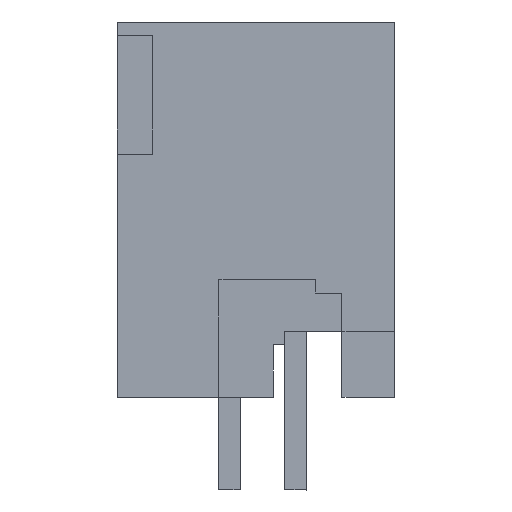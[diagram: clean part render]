
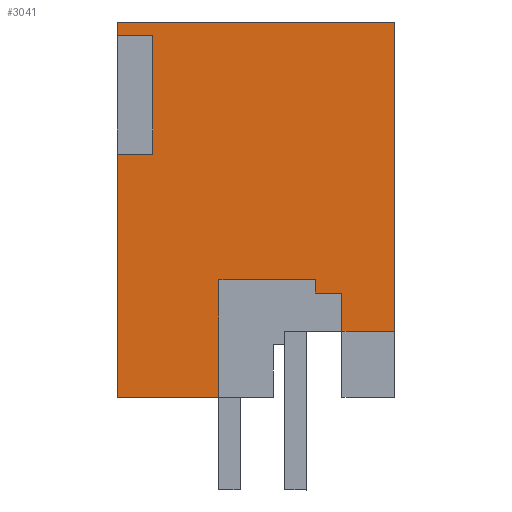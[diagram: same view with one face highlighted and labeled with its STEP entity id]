
A CAD part, left-side view. The second image highlights one B-rep face of the part: STEP entity #3041.
In plain terms, the highlighted planar face has unit normal (-1, 0, 0).
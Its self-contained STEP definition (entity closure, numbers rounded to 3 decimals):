
#2969=AXIS2_PLACEMENT_3D('Plane Axis2P3D',#2966,#2967,#2968) ;
#677=CARTESIAN_POINT('Vertex',(0.,6.65,3.5)) ;
#680=CARTESIAN_POINT('Line Origine',(0.,8.575,3.5)) ;
#684=CARTESIAN_POINT('Vertex',(0.,10.5,3.5)) ;
#1466=CARTESIAN_POINT('Vertex',(0.,2.,6.)) ;
#1469=CARTESIAN_POINT('Line Origine',(0.,2.,6.725)) ;
#1473=CARTESIAN_POINT('Vertex',(0.,2.,7.45)) ;
#1505=CARTESIAN_POINT('Line Origine',(0.,2.5,7.45)) ;
#1509=CARTESIAN_POINT('Vertex',(0.,3.,7.45)) ;
#1527=CARTESIAN_POINT('Line Origine',(0.,3.,7.7)) ;
#1531=CARTESIAN_POINT('Vertex',(0.,3.,7.95)) ;
#1556=CARTESIAN_POINT('Line Origine',(0.,4.825,7.95)) ;
#1560=CARTESIAN_POINT('Vertex',(0.,6.65,7.95)) ;
#1585=CARTESIAN_POINT('Line Origine',(0.,6.65,5.725)) ;
#2966=CARTESIAN_POINT('Axis2P3D Location',(0.,10.5,0.)) ;
#2971=CARTESIAN_POINT('Line Origine',(0.,10.5,8.1)) ;
#2975=CARTESIAN_POINT('Vertex',(0.,10.5,12.7)) ;
#2978=CARTESIAN_POINT('Line Origine',(0.,1.,6.)) ;
#2982=CARTESIAN_POINT('Vertex',(0.,0.,6.)) ;
#2985=CARTESIAN_POINT('Line Origine',(0.,0.,11.85)) ;
#2989=CARTESIAN_POINT('Vertex',(0.,0.,17.7)) ;
#2992=CARTESIAN_POINT('Line Origine',(0.,5.25,17.7)) ;
#2996=CARTESIAN_POINT('Vertex',(0.,10.5,17.7)) ;
#2999=CARTESIAN_POINT('Line Origine',(0.,10.5,17.45)) ;
#3003=CARTESIAN_POINT('Vertex',(0.,10.5,17.2)) ;
#3006=CARTESIAN_POINT('Line Origine',(0.,9.825,17.2)) ;
#3010=CARTESIAN_POINT('Vertex',(0.,9.15,17.2)) ;
#3013=CARTESIAN_POINT('Line Origine',(0.,9.15,14.95)) ;
#3017=CARTESIAN_POINT('Vertex',(0.,9.15,12.7)) ;
#3020=CARTESIAN_POINT('Line Origine',(0.,9.825,12.7)) ;
#681=DIRECTION('Vector Direction',(0.,1.,0.)) ;
#1470=DIRECTION('Vector Direction',(0.,0.,-1.)) ;
#1506=DIRECTION('Vector Direction',(0.,1.,0.)) ;
#1528=DIRECTION('Vector Direction',(0.,0.,1.)) ;
#1557=DIRECTION('Vector Direction',(0.,1.,0.)) ;
#1586=DIRECTION('Vector Direction',(0.,0.,1.)) ;
#2967=DIRECTION('Axis2P3D Direction',(-1.,0.,0.)) ;
#2968=DIRECTION('Axis2P3D XDirection',(0.,0.,1.)) ;
#2972=DIRECTION('Vector Direction',(0.,0.,1.)) ;
#2979=DIRECTION('Vector Direction',(0.,1.,0.)) ;
#2986=DIRECTION('Vector Direction',(0.,0.,1.)) ;
#2993=DIRECTION('Vector Direction',(0.,1.,0.)) ;
#3000=DIRECTION('Vector Direction',(0.,0.,1.)) ;
#3007=DIRECTION('Vector Direction',(0.,-1.,0.)) ;
#3014=DIRECTION('Vector Direction',(0.,0.,-1.)) ;
#3021=DIRECTION('Vector Direction',(0.,-1.,0.)) ;
#682=VECTOR('Line Direction',#681,1.) ;
#1471=VECTOR('Line Direction',#1470,1.) ;
#1507=VECTOR('Line Direction',#1506,1.) ;
#1529=VECTOR('Line Direction',#1528,1.) ;
#1558=VECTOR('Line Direction',#1557,1.) ;
#1587=VECTOR('Line Direction',#1586,1.) ;
#2973=VECTOR('Line Direction',#2972,1.) ;
#2980=VECTOR('Line Direction',#2979,1.) ;
#2987=VECTOR('Line Direction',#2986,1.) ;
#2994=VECTOR('Line Direction',#2993,1.) ;
#3001=VECTOR('Line Direction',#3000,1.) ;
#3008=VECTOR('Line Direction',#3007,1.) ;
#3015=VECTOR('Line Direction',#3014,1.) ;
#3022=VECTOR('Line Direction',#3021,1.) ;
#3026=ORIENTED_EDGE('',*,*,#2977,.T.) ;
#3027=ORIENTED_EDGE('',*,*,#686,.T.) ;
#3028=ORIENTED_EDGE('',*,*,#1589,.T.) ;
#3029=ORIENTED_EDGE('',*,*,#1562,.T.) ;
#3030=ORIENTED_EDGE('',*,*,#1533,.T.) ;
#3031=ORIENTED_EDGE('',*,*,#1511,.T.) ;
#3032=ORIENTED_EDGE('',*,*,#1475,.T.) ;
#3033=ORIENTED_EDGE('',*,*,#2984,.T.) ;
#3034=ORIENTED_EDGE('',*,*,#2991,.T.) ;
#3035=ORIENTED_EDGE('',*,*,#2998,.T.) ;
#3036=ORIENTED_EDGE('',*,*,#3005,.T.) ;
#3037=ORIENTED_EDGE('',*,*,#3012,.F.) ;
#3038=ORIENTED_EDGE('',*,*,#3019,.F.) ;
#3039=ORIENTED_EDGE('',*,*,#3024,.F.) ;
#3041=ADVANCED_FACE('HOUSING',(#3040),#2970,.T.) ;
#686=EDGE_CURVE('',#685,#678,#683,.F.) ;
#1475=EDGE_CURVE('',#1474,#1467,#1472,.T.) ;
#1511=EDGE_CURVE('',#1510,#1474,#1508,.F.) ;
#1533=EDGE_CURVE('',#1532,#1510,#1530,.F.) ;
#1562=EDGE_CURVE('',#1561,#1532,#1559,.F.) ;
#1589=EDGE_CURVE('',#678,#1561,#1588,.T.) ;
#2977=EDGE_CURVE('',#2976,#685,#2974,.F.) ;
#2984=EDGE_CURVE('',#1467,#2983,#2981,.F.) ;
#2991=EDGE_CURVE('',#2983,#2990,#2988,.T.) ;
#2998=EDGE_CURVE('',#2990,#2997,#2995,.T.) ;
#3005=EDGE_CURVE('',#2997,#3004,#3002,.F.) ;
#3012=EDGE_CURVE('',#3011,#3004,#3009,.F.) ;
#3019=EDGE_CURVE('',#3018,#3011,#3016,.F.) ;
#3024=EDGE_CURVE('',#2976,#3018,#3023,.T.) ;
#3025=EDGE_LOOP('',(#3026,#3027,#3028,#3029,#3030,#3031,#3032,#3033,#3034,#3035,#3036,#3037,#3038,#3039)) ;
#3040=FACE_OUTER_BOUND('',#3025,.T.) ;
#683=LINE('Line',#680,#682) ;
#1472=LINE('Line',#1469,#1471) ;
#1508=LINE('Line',#1505,#1507) ;
#1530=LINE('Line',#1527,#1529) ;
#1559=LINE('Line',#1556,#1558) ;
#1588=LINE('Line',#1585,#1587) ;
#2974=LINE('Line',#2971,#2973) ;
#2981=LINE('Line',#2978,#2980) ;
#2988=LINE('Line',#2985,#2987) ;
#2995=LINE('Line',#2992,#2994) ;
#3002=LINE('Line',#2999,#3001) ;
#3009=LINE('Line',#3006,#3008) ;
#3016=LINE('Line',#3013,#3015) ;
#3023=LINE('Line',#3020,#3022) ;
#2970=PLANE('',#2969) ;
#678=VERTEX_POINT('',#677) ;
#685=VERTEX_POINT('',#684) ;
#1467=VERTEX_POINT('',#1466) ;
#1474=VERTEX_POINT('',#1473) ;
#1510=VERTEX_POINT('',#1509) ;
#1532=VERTEX_POINT('',#1531) ;
#1561=VERTEX_POINT('',#1560) ;
#2976=VERTEX_POINT('',#2975) ;
#2983=VERTEX_POINT('',#2982) ;
#2990=VERTEX_POINT('',#2989) ;
#2997=VERTEX_POINT('',#2996) ;
#3004=VERTEX_POINT('',#3003) ;
#3011=VERTEX_POINT('',#3010) ;
#3018=VERTEX_POINT('',#3017) ;
